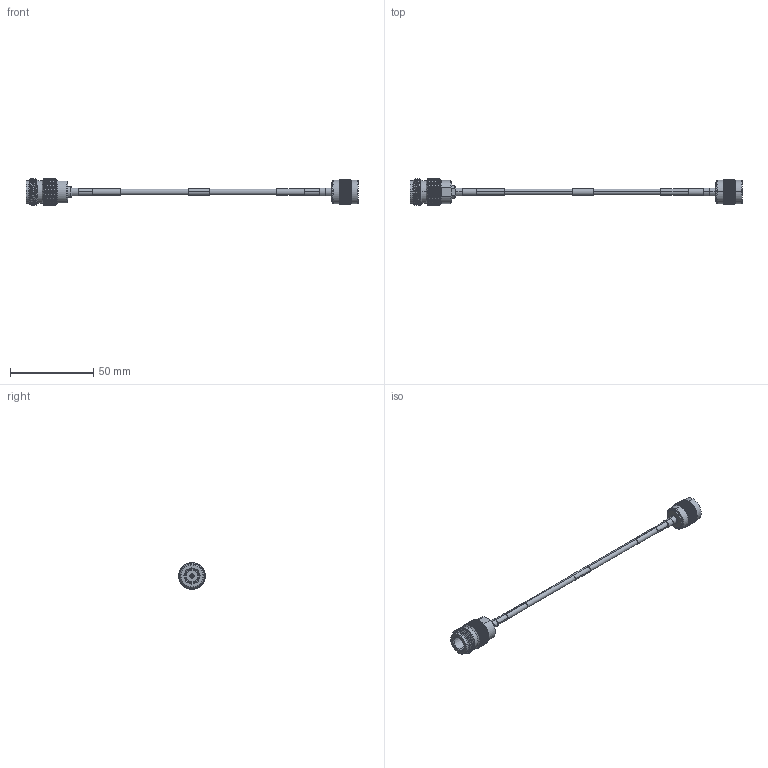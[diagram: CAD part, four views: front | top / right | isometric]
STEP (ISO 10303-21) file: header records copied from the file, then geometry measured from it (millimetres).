
FILE_DESCRIPTION (( 'STEP AP214' ), '1' );
FILE_NAME ('LCCA30518_3D.STEP', '2020-05-08T17:52:19', ( '' ), ( '' ), 'SwSTEP 2.0', 'SolidWorks 2018', '' );
FILE_SCHEMA (( 'AUTOMOTIVE_DESIGN' ));
Length unit declared in the file: inch
Products named in the file (6): LC141TBJ (141 Formable with HeatShrink); LCCA30518_3D; LCCN3055; LCCN3059; LC141TBJ-PROD; 1AW01-003_.152 ID
Assembly tree (7 placements, depth 3):
  LCCA30518_3D
    LC141TBJ-PROD
      LC141TBJ (141 Formable with HeatShrink)
      1AW01-003_.152 ID  x3
    LCCN3055
    LCCN3059
Bounding box: 199.14 x 16 x 16 mm (x, y, z)
Volume: 7185.4 mm3; surface area: 8380.5 mm2
Topology: 8 solids, 8 shells, 4540 faces, 9646 edges, 5143 vertices
Faces by surface type: bspline 3486, cylinder 926, plane 78, cone 42, torus 8
Entity records: 177660 total; most frequent: CARTESIAN_POINT 118380, ORIENTED_EDGE 19244, EDGE_CURVE 9622, VERTEX_POINT 5127, EDGE_LOOP 4555, FACE_OUTER_BOUND 4528, ADVANCED_FACE 4528, B_SPLINE_CURVE_WITH_KNOTS 4197
